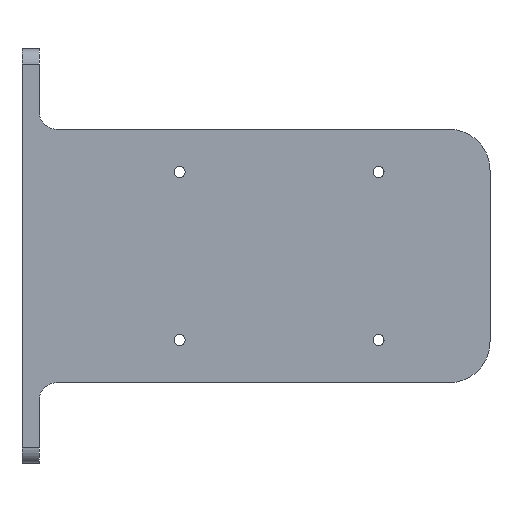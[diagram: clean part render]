
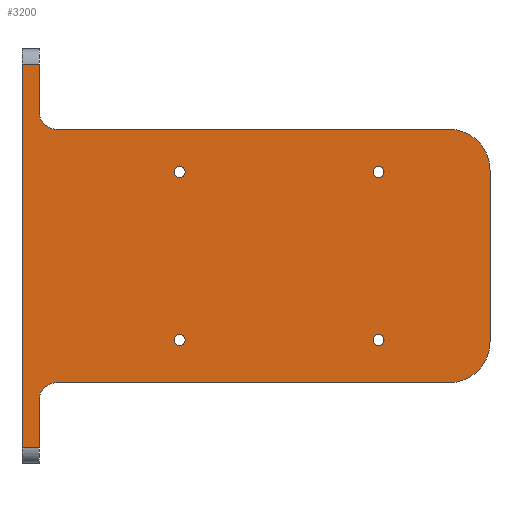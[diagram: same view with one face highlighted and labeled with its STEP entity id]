
A CAD part, front view. The second image highlights one B-rep face of the part: STEP entity #3200.
In plain terms, the highlighted planar face has unit normal (0, -1, 0).
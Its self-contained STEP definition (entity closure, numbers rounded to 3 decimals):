
#204=FACE_BOUND('',#739,.T.);
#205=FACE_BOUND('',#740,.T.);
#206=FACE_BOUND('',#741,.T.);
#207=FACE_BOUND('',#742,.T.);
#289=CIRCLE('',#3462,5.);
#291=CIRCLE('',#3466,5.);
#322=CIRCLE('',#3538,1.6);
#323=CIRCLE('',#3540,1.6);
#324=CIRCLE('',#3542,1.6);
#325=CIRCLE('',#3544,1.6);
#326=CIRCLE('',#3547,12.);
#327=CIRCLE('',#3550,12.);
#524=FACE_OUTER_BOUND('',#738,.T.);
#738=EDGE_LOOP('',(#2915,#2916,#2917,#2918,#2919,#2920,#2921,#2922,#2923,
#2924,#2925,#2926));
#739=EDGE_LOOP('',(#2927));
#740=EDGE_LOOP('',(#2928));
#741=EDGE_LOOP('',(#2929));
#742=EDGE_LOOP('',(#2930));
#946=LINE('',#5597,#1230);
#949=LINE('',#5609,#1233);
#953=LINE('',#5624,#1237);
#973=LINE('',#5688,#1257);
#991=LINE('',#5735,#1275);
#998=LINE('',#5748,#1282);
#1023=LINE('',#5823,#1307);
#1025=LINE('',#5829,#1309);
#1230=VECTOR('',#4279,10.);
#1233=VECTOR('',#4290,10.);
#1237=VECTOR('',#4302,10.);
#1257=VECTOR('',#4360,10.);
#1275=VECTOR('',#4408,10.);
#1282=VECTOR('',#4427,10.);
#1307=VECTOR('',#4520,10.);
#1309=VECTOR('',#4528,10.);
#1501=VERTEX_POINT('',#5583);
#1502=VERTEX_POINT('',#5585);
#1506=VERTEX_POINT('',#5595);
#1509=VERTEX_POINT('',#5602);
#1510=VERTEX_POINT('',#5604);
#1511=VERTEX_POINT('',#5608);
#1518=VERTEX_POINT('',#5622);
#1542=VERTEX_POINT('',#5685);
#1543=VERTEX_POINT('',#5687);
#1568=VERTEX_POINT('',#5804);
#1569=VERTEX_POINT('',#5808);
#1570=VERTEX_POINT('',#5812);
#1571=VERTEX_POINT('',#5816);
#1572=VERTEX_POINT('',#5820);
#1573=VERTEX_POINT('',#5822);
#1574=VERTEX_POINT('',#5828);
#1902=EDGE_CURVE('',#1501,#1502,#289,.T.);
#1908=EDGE_CURVE('',#1506,#1501,#946,.T.);
#1911=EDGE_CURVE('',#1509,#1510,#291,.T.);
#1913=EDGE_CURVE('',#1502,#1511,#949,.T.);
#1921=EDGE_CURVE('',#1518,#1509,#953,.T.);
#1952=EDGE_CURVE('',#1542,#1543,#973,.T.);
#1977=EDGE_CURVE('',#1543,#1518,#991,.T.);
#1984=EDGE_CURVE('',#1511,#1542,#998,.T.);
#2012=EDGE_CURVE('',#1568,#1568,#322,.T.);
#2014=EDGE_CURVE('',#1569,#1569,#323,.T.);
#2016=EDGE_CURVE('',#1570,#1570,#324,.T.);
#2018=EDGE_CURVE('',#1571,#1571,#325,.T.);
#2021=EDGE_CURVE('',#1573,#1572,#1023,.T.);
#2023=EDGE_CURVE('',#1506,#1573,#326,.T.);
#2024=EDGE_CURVE('',#1574,#1510,#1025,.T.);
#2026=EDGE_CURVE('',#1572,#1574,#327,.T.);
#2915=ORIENTED_EDGE('',*,*,#2026,.T.);
#2916=ORIENTED_EDGE('',*,*,#2024,.T.);
#2917=ORIENTED_EDGE('',*,*,#1911,.F.);
#2918=ORIENTED_EDGE('',*,*,#1921,.F.);
#2919=ORIENTED_EDGE('',*,*,#1977,.F.);
#2920=ORIENTED_EDGE('',*,*,#1952,.F.);
#2921=ORIENTED_EDGE('',*,*,#1984,.F.);
#2922=ORIENTED_EDGE('',*,*,#1913,.F.);
#2923=ORIENTED_EDGE('',*,*,#1902,.F.);
#2924=ORIENTED_EDGE('',*,*,#1908,.F.);
#2925=ORIENTED_EDGE('',*,*,#2023,.T.);
#2926=ORIENTED_EDGE('',*,*,#2021,.T.);
#2927=ORIENTED_EDGE('',*,*,#2018,.T.);
#2928=ORIENTED_EDGE('',*,*,#2016,.T.);
#2929=ORIENTED_EDGE('',*,*,#2014,.T.);
#2930=ORIENTED_EDGE('',*,*,#2012,.T.);
#3003=PLANE('',#3551);
#3200=ADVANCED_FACE('',(#524,#204,#205,#206,#207),#3003,.F.);
#3462=AXIS2_PLACEMENT_3D('',#5586,#4270,#4271);
#3466=AXIS2_PLACEMENT_3D('',#5605,#4285,#4286);
#3538=AXIS2_PLACEMENT_3D('',#5805,#4499,#4500);
#3540=AXIS2_PLACEMENT_3D('',#5809,#4504,#4505);
#3542=AXIS2_PLACEMENT_3D('',#5813,#4509,#4510);
#3544=AXIS2_PLACEMENT_3D('',#5817,#4514,#4515);
#3547=AXIS2_PLACEMENT_3D('',#5826,#4524,#4525);
#3550=AXIS2_PLACEMENT_3D('',#5832,#4532,#4533);
#3551=AXIS2_PLACEMENT_3D('',#5833,#4534,#4535);
#4270=DIRECTION('center_axis',(0.,-1.,0.));
#4271=DIRECTION('ref_axis',(-0.707,0.,0.707));
#4279=DIRECTION('',(-1.,0.,0.));
#4285=DIRECTION('center_axis',(0.,-1.,0.));
#4286=DIRECTION('ref_axis',(-0.707,0.,-0.707));
#4290=DIRECTION('',(0.,0.,-1.));
#4302=DIRECTION('',(0.,0.,-1.));
#4360=DIRECTION('',(0.,0.,1.));
#4408=DIRECTION('',(1.,0.,0.));
#4427=DIRECTION('',(-1.,0.,0.));
#4499=DIRECTION('center_axis',(0.,1.,0.));
#4500=DIRECTION('ref_axis',(1.,0.,0.));
#4504=DIRECTION('center_axis',(0.,1.,0.));
#4505=DIRECTION('ref_axis',(1.,0.,0.));
#4509=DIRECTION('center_axis',(0.,1.,0.));
#4510=DIRECTION('ref_axis',(1.,0.,0.));
#4514=DIRECTION('center_axis',(0.,1.,0.));
#4515=DIRECTION('ref_axis',(1.,0.,0.));
#4520=DIRECTION('',(0.,0.,1.));
#4524=DIRECTION('center_axis',(0.,-1.,0.));
#4525=DIRECTION('ref_axis',(1.,0.,0.));
#4528=DIRECTION('',(-1.,0.,0.));
#4532=DIRECTION('center_axis',(0.,-1.,0.));
#4533=DIRECTION('ref_axis',(0.,0.,1.));
#4534=DIRECTION('center_axis',(0.,1.,0.));
#4535=DIRECTION('ref_axis',(1.,0.,0.));
#5583=CARTESIAN_POINT('',(-75.,-3.,-37.));
#5585=CARTESIAN_POINT('',(-80.,-3.,-42.));
#5586=CARTESIAN_POINT('Origin',(-75.,-3.,-42.));
#5595=CARTESIAN_POINT('',(39.5,-3.,-37.));
#5597=CARTESIAN_POINT('',(-39.5,-3.,-37.));
#5602=CARTESIAN_POINT('',(-80.,-3.,42.));
#5604=CARTESIAN_POINT('',(-75.,-3.,37.));
#5605=CARTESIAN_POINT('Origin',(-75.,-3.,42.));
#5608=CARTESIAN_POINT('',(-80.,-3.,-55.9));
#5609=CARTESIAN_POINT('',(-80.,-3.,55.9));
#5622=CARTESIAN_POINT('',(-80.,-3.,55.9));
#5624=CARTESIAN_POINT('',(-80.,-3.,55.9));
#5685=CARTESIAN_POINT('',(-85.,-3.,-55.9));
#5687=CARTESIAN_POINT('',(-85.,-3.,55.9));
#5688=CARTESIAN_POINT('',(-85.,-3.,55.9));
#5735=CARTESIAN_POINT('',(-82.,-3.,55.9));
#5748=CARTESIAN_POINT('',(-82.,-3.,-55.9));
#5804=CARTESIAN_POINT('',(17.4,-3.,-24.5));
#5805=CARTESIAN_POINT('Origin',(19.,-3.,-24.5));
#5808=CARTESIAN_POINT('',(-40.6,-3.,-24.5));
#5809=CARTESIAN_POINT('Origin',(-39.,-3.,-24.5));
#5812=CARTESIAN_POINT('',(-40.6,-3.,24.5));
#5813=CARTESIAN_POINT('Origin',(-39.,-3.,24.5));
#5816=CARTESIAN_POINT('',(17.4,-3.,24.5));
#5817=CARTESIAN_POINT('Origin',(19.,-3.,24.5));
#5820=CARTESIAN_POINT('',(51.5,-3.,25.));
#5822=CARTESIAN_POINT('',(51.5,-3.,-25.));
#5823=CARTESIAN_POINT('',(51.5,-3.,25.));
#5826=CARTESIAN_POINT('Origin',(39.5,-3.,-25.));
#5828=CARTESIAN_POINT('',(39.5,-3.,37.));
#5829=CARTESIAN_POINT('',(-39.5,-3.,37.));
#5832=CARTESIAN_POINT('Origin',(39.5,-3.,25.));
#5833=CARTESIAN_POINT('Origin',(0.,-3.,0.));
